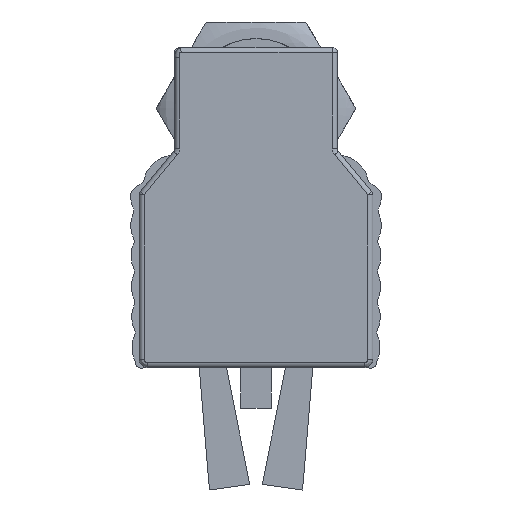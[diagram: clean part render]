
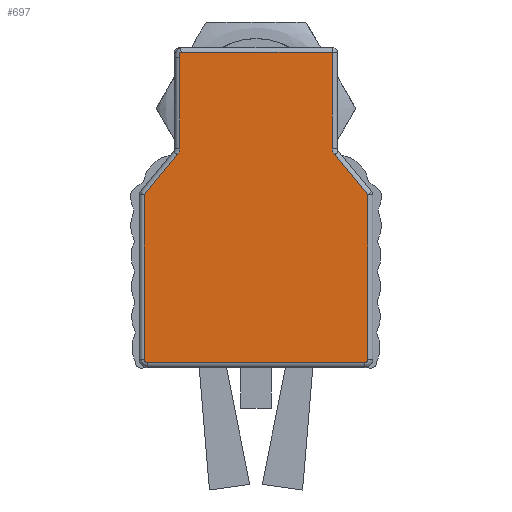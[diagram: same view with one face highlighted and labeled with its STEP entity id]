
A CAD part, front view. The second image highlights one B-rep face of the part: STEP entity #697.
In plain terms, the highlighted planar face has unit normal (0, -1, 0).
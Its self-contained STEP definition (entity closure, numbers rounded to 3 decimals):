
#73=CARTESIAN_POINT('',(-7.5,-15.0,-0.903));
#74=VERTEX_POINT('',#73);
#84=CARTESIAN_POINT('',(-7.5,-15.0,-0.5));
#85=VERTEX_POINT('',#84);
#86=CARTESIAN_POINT('',(-7.5,-15.0,-0.5));
#87=DIRECTION('',(0.0,0.0,-1.0));
#88=VECTOR('',#87,0.403);
#89=LINE('',#86,#88);
#90=EDGE_CURVE('',#85,#74,#89,.T.);
#265=CARTESIAN_POINT('',(-7.322,-15.0,-0.5));
#266=VERTEX_POINT('',#265);
#275=CARTESIAN_POINT('',(-7.322,-15.0,-0.5));
#276=DIRECTION('',(-1.0,0.0,0.0));
#277=VECTOR('',#276,0.178);
#278=LINE('',#275,#277);
#279=EDGE_CURVE('',#266,#85,#278,.T.);
#560=CARTESIAN_POINT('',(-7.5,-15.0,-0.986));
#561=VERTEX_POINT('',#560);
#579=CARTESIAN_POINT('',(-6.861,-15.0,-0.944));
#580=DIRECTION('',(0.0,1.0,0.0));
#581=DIRECTION('',(-0.894,0.0,0.447));
#582=AXIS2_PLACEMENT_3D('',#579,#580,#581);
#583=CIRCLE('',#582,0.64);
#584=EDGE_CURVE('',#561,#74,#583,.T.);
#589=CARTESIAN_POINT('',(0.01,-15.0,-16.711));
#590=DIRECTION('',(0.0,1.0,0.0));
#591=DIRECTION('',(-1.0,0.0,0.0));
#592=AXIS2_PLACEMENT_3D('',#589,#590,#591);
#593=PLANE('',#592);
#594=ORIENTED_EDGE('',*,*,#584,.F.);
#595=CARTESIAN_POINT('',(-7.5,-15.0,-9.922));
#596=VERTEX_POINT('',#595);
#597=CARTESIAN_POINT('',(-7.5,-15.0,-9.922));
#598=DIRECTION('',(0.0,0.0,1.0));
#599=VECTOR('',#598,8.936);
#600=LINE('',#597,#599);
#601=EDGE_CURVE('',#596,#561,#600,.T.);
#602=ORIENTED_EDGE('',*,*,#601,.F.);
#603=CARTESIAN_POINT('',(-7.731,-15.0,-10.561));
#604=VERTEX_POINT('',#603);
#605=CARTESIAN_POINT('',(-8.5,-15.0,-9.922));
#606=DIRECTION('',(0.0,-1.0,0.0));
#607=DIRECTION('',(0.941,0.0,-0.339));
#608=AXIS2_PLACEMENT_3D('',#605,#606,#607);
#609=CIRCLE('',#608,1.0);
#610=EDGE_CURVE('',#604,#596,#609,.T.);
#611=ORIENTED_EDGE('',*,*,#610,.F.);
#612=CARTESIAN_POINT('',(-11.,-15.0,-14.5));
#613=VERTEX_POINT('',#612);
#614=CARTESIAN_POINT('',(-11.,-15.0,-14.5));
#615=DIRECTION('',(0.639,0.0,0.769));
#616=VECTOR('',#615,5.119);
#617=LINE('',#614,#616);
#618=EDGE_CURVE('',#613,#604,#617,.T.);
#619=ORIENTED_EDGE('',*,*,#618,.F.);
#620=CARTESIAN_POINT('',(-11.,-15.0,-30.7));
#621=VERTEX_POINT('',#620);
#622=CARTESIAN_POINT('',(-11.,-15.0,-30.7));
#623=DIRECTION('',(0.0,0.0,1.0));
#624=VECTOR('',#623,16.2);
#625=LINE('',#622,#624);
#626=EDGE_CURVE('',#621,#613,#625,.T.);
#627=ORIENTED_EDGE('',*,*,#626,.F.);
#628=CARTESIAN_POINT('',(-10.7,-15.0,-31.));
#629=VERTEX_POINT('',#628);
#630=CARTESIAN_POINT('',(-10.7,-15.0,-30.7));
#631=DIRECTION('',(0.0,1.0,0.0));
#632=DIRECTION('',(-0.707,0.0,-0.707));
#633=AXIS2_PLACEMENT_3D('',#630,#631,#632);
#634=CIRCLE('',#633,0.3);
#635=EDGE_CURVE('',#629,#621,#634,.T.);
#636=ORIENTED_EDGE('',*,*,#635,.F.);
#637=CARTESIAN_POINT('',(10.7,-15.0,-31.));
#638=VERTEX_POINT('',#637);
#639=CARTESIAN_POINT('',(10.7,-15.0,-31.));
#640=DIRECTION('',(-1.0,0.0,0.));
#641=VECTOR('',#640,21.4);
#642=LINE('',#639,#641);
#643=EDGE_CURVE('',#638,#629,#642,.T.);
#644=ORIENTED_EDGE('',*,*,#643,.F.);
#645=CARTESIAN_POINT('',(11.,-15.0,-30.7));
#646=VERTEX_POINT('',#645);
#647=CARTESIAN_POINT('',(10.7,-15.0,-30.7));
#648=DIRECTION('',(0.0,1.0,0.0));
#649=DIRECTION('',(0.707,0.0,-0.707));
#650=AXIS2_PLACEMENT_3D('',#647,#648,#649);
#651=CIRCLE('',#650,0.3);
#652=EDGE_CURVE('',#646,#638,#651,.T.);
#653=ORIENTED_EDGE('',*,*,#652,.F.);
#654=CARTESIAN_POINT('',(11.,-15.0,-14.5));
#655=VERTEX_POINT('',#654);
#656=CARTESIAN_POINT('',(11.,-15.0,-14.5));
#657=DIRECTION('',(0.0,0.0,-1.0));
#658=VECTOR('',#657,16.2);
#659=LINE('',#656,#658);
#660=EDGE_CURVE('',#655,#646,#659,.T.);
#661=ORIENTED_EDGE('',*,*,#660,.F.);
#662=CARTESIAN_POINT('',(7.731,-15.0,-10.561));
#663=VERTEX_POINT('',#662);
#664=CARTESIAN_POINT('',(7.731,-15.0,-10.561));
#665=DIRECTION('',(0.639,0.0,-0.769));
#666=VECTOR('',#665,5.119);
#667=LINE('',#664,#666);
#668=EDGE_CURVE('',#663,#655,#667,.T.);
#669=ORIENTED_EDGE('',*,*,#668,.F.);
#670=CARTESIAN_POINT('',(7.5,-15.0,-9.922));
#671=VERTEX_POINT('',#670);
#672=CARTESIAN_POINT('',(8.5,-15.0,-9.922));
#673=DIRECTION('',(0.0,-1.0,0.0));
#674=DIRECTION('',(-0.941,0.0,-0.339));
#675=AXIS2_PLACEMENT_3D('',#672,#673,#674);
#676=CIRCLE('',#675,1.0);
#677=EDGE_CURVE('',#671,#663,#676,.T.);
#678=ORIENTED_EDGE('',*,*,#677,.F.);
#679=CARTESIAN_POINT('',(7.5,-15.0,-0.5));
#680=VERTEX_POINT('',#679);
#681=CARTESIAN_POINT('',(7.5,-15.0,-0.5));
#682=DIRECTION('',(0.0,0.0,-1.0));
#683=VECTOR('',#682,9.422);
#684=LINE('',#681,#683);
#685=EDGE_CURVE('',#680,#671,#684,.T.);
#686=ORIENTED_EDGE('',*,*,#685,.F.);
#687=CARTESIAN_POINT('',(-7.322,-15.0,-0.5));
#688=DIRECTION('',(1.0,0.0,0.0));
#689=VECTOR('',#688,14.822);
#690=LINE('',#687,#689);
#691=EDGE_CURVE('',#266,#680,#690,.T.);
#692=ORIENTED_EDGE('',*,*,#691,.F.);
#693=ORIENTED_EDGE('',*,*,#279,.T.);
#694=ORIENTED_EDGE('',*,*,#90,.T.);
#695=EDGE_LOOP('',(#594,#602,#611,#619,#627,#636,#644,#653,#661,#669,#678,#686,#692,#693,#694));
#696=FACE_OUTER_BOUND('',#695,.T.);
#697=ADVANCED_FACE('',(#696),#593,.F.);
